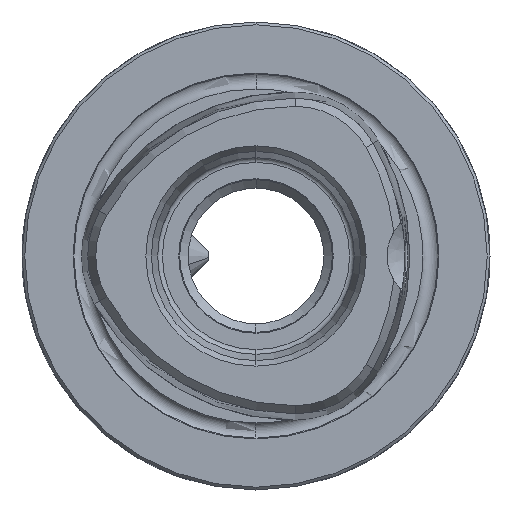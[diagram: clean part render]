
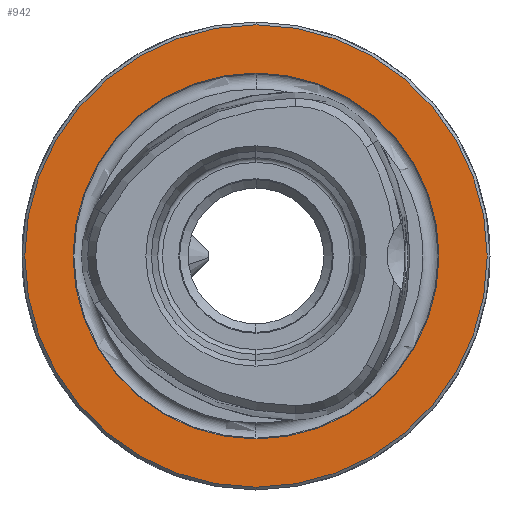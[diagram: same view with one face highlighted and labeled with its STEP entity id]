
A CAD part, left-side view. The second image highlights one B-rep face of the part: STEP entity #942.
In plain terms, the highlighted planar face has unit normal (-1, 0, 0).
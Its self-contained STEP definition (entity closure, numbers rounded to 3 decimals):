
#152 = VERTEX_POINT ( 'NONE', #4057 ) ;
#533 = AXIS2_PLACEMENT_3D ( 'NONE', #4720, #5690, #5278 ) ;
#655 = DIRECTION ( 'NONE',  ( 0., 0., 1. ) ) ;
#666 = DIRECTION ( 'NONE',  ( 0., 0., 1. ) ) ;
#942 = ADVANCED_FACE ( 'NONE', ( #1745, #2314 ), #5119, .F. ) ;
#1511 = DIRECTION ( 'NONE',  ( -1., 0., 0. ) ) ;
#1745 = FACE_BOUND ( 'NONE', #5833, .T. ) ;
#1907 = EDGE_CURVE ( 'NONE', #152, #4646, #3672, .T. ) ;
#2216 = VERTEX_POINT ( 'NONE', #5846 ) ;
#2218 = ORIENTED_EDGE ( 'NONE', *, *, #1907, .F. ) ;
#2264 = CIRCLE ( 'NONE', #4976, 24.7 ) ;
#2304 = CARTESIAN_POINT ( 'NONE',  ( 0., 0., 24.7 ) ) ;
#2314 = FACE_OUTER_BOUND ( 'NONE', #3488, .T. ) ;
#2327 = CARTESIAN_POINT ( 'NONE',  ( 0., 0., 0. ) ) ;
#2459 = VERTEX_POINT ( 'NONE', #2304 ) ;
#2673 = ORIENTED_EDGE ( 'NONE', *, *, #5959, .T. ) ;
#2813 = AXIS2_PLACEMENT_3D ( 'NONE', #5814, #1511, #4255 ) ;
#2972 = DIRECTION ( 'NONE',  ( 1., 0., 0. ) ) ;
#3488 = EDGE_LOOP ( 'NONE', ( #2673, #4986 ) ) ;
#3663 = ORIENTED_EDGE ( 'NONE', *, *, #5535, .F. ) ;
#3672 = CIRCLE ( 'NONE', #533, 19.55 ) ;
#3871 = CARTESIAN_POINT ( 'NONE',  ( 0., 0., 19.55 ) ) ;
#3922 = CARTESIAN_POINT ( 'NONE',  ( 0., 19.55, 0. ) ) ;
#4057 = CARTESIAN_POINT ( 'NONE',  ( 0., 0., -19.55 ) ) ;
#4255 = DIRECTION ( 'NONE',  ( 0., 0., 1. ) ) ;
#4290 = CARTESIAN_POINT ( 'NONE',  ( 0., 0., 0. ) ) ;
#4431 = DIRECTION ( 'NONE',  ( -1., 0., 0. ) ) ;
#4544 = AXIS2_PLACEMENT_3D ( 'NONE', #3922, #2972, #5601 ) ;
#4646 = VERTEX_POINT ( 'NONE', #3871 ) ;
#4720 = CARTESIAN_POINT ( 'NONE',  ( 0., 0., 0. ) ) ;
#4976 = AXIS2_PLACEMENT_3D ( 'NONE', #2327, #5020, #655 ) ;
#4986 = ORIENTED_EDGE ( 'NONE', *, *, #5477, .T. ) ;
#5020 = DIRECTION ( 'NONE',  ( -1., 0., 0. ) ) ;
#5119 = PLANE ( 'NONE',  #4544 ) ;
#5278 = DIRECTION ( 'NONE',  ( 0., 0., 1. ) ) ;
#5477 = EDGE_CURVE ( 'NONE', #2459, #2216, #5871, .T. ) ;
#5535 = EDGE_CURVE ( 'NONE', #4646, #152, #6785, .T. ) ;
#5601 = DIRECTION ( 'NONE',  ( 0., 0., -1. ) ) ;
#5690 = DIRECTION ( 'NONE',  ( -1., 0., 0. ) ) ;
#5814 = CARTESIAN_POINT ( 'NONE',  ( 0., 0., 0. ) ) ;
#5833 = EDGE_LOOP ( 'NONE', ( #3663, #2218 ) ) ;
#5846 = CARTESIAN_POINT ( 'NONE',  ( 0., 0., -24.7 ) ) ;
#5871 = CIRCLE ( 'NONE', #2813, 24.7 ) ;
#5959 = EDGE_CURVE ( 'NONE', #2216, #2459, #2264, .T. ) ;
#6666 = AXIS2_PLACEMENT_3D ( 'NONE', #4290, #4431, #666 ) ;
#6785 = CIRCLE ( 'NONE', #6666, 19.55 ) ;
